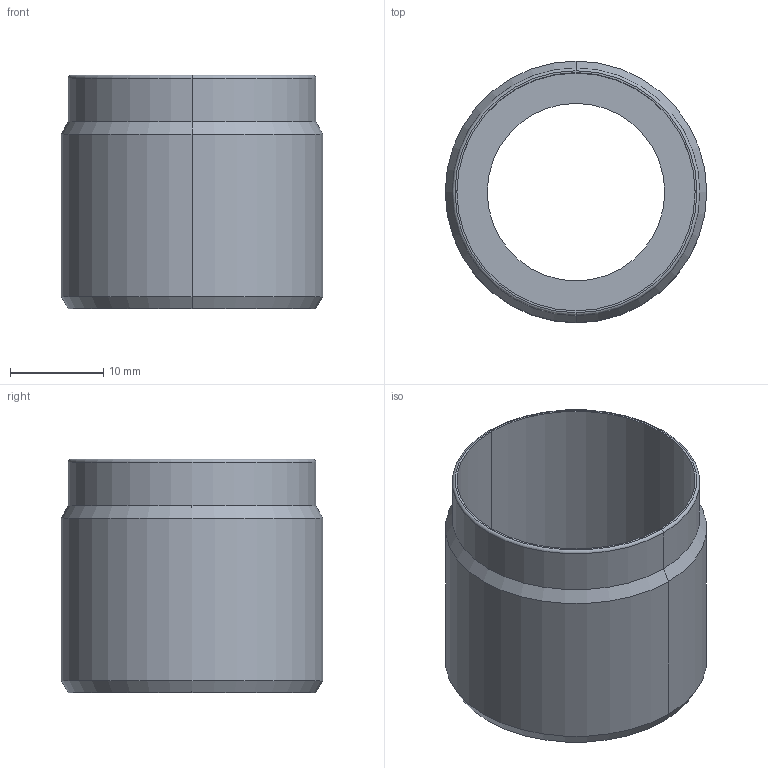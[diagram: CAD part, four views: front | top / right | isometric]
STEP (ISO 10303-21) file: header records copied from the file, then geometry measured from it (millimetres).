
FILE_DESCRIPTION((''),'2;1');
FILE_NAME('4027041304','2023-08-30T15:55:01',('a00565553'),(''),'CREO PARAMETRIC BY PTC INC, 2022414','CREO PARAMETRIC BY PTC INC, 2022414','');
FILE_SCHEMA(('CONFIG_CONTROL_DESIGN','GEOMETRIC_VALIDATION_PROPERTIES_MIM'));
Length unit declared in the file: millimetre
Products named in the file (1): 4027041304
Bounding box: 28 x 28 x 25 mm (x, y, z)
Volume: 2488.7 mm3; surface area: 6359.7 mm2
Topology: 1 solids, 2 shells, 21 faces, 44 edges, 26 vertices
Faces by surface type: cylinder 10, torus 4, cone 4, plane 3
Entity records: 858 total; most frequent: DIRECTION 118, CARTESIAN_POINT 94, ORIENTED_EDGE 84, AXIS2_PLACEMENT_3D 52, PRESENTATION_STYLE_ASSIGNMENT 46, STYLED_ITEM 46, COLOUR_RGB 45, CURVE_STYLE 44
